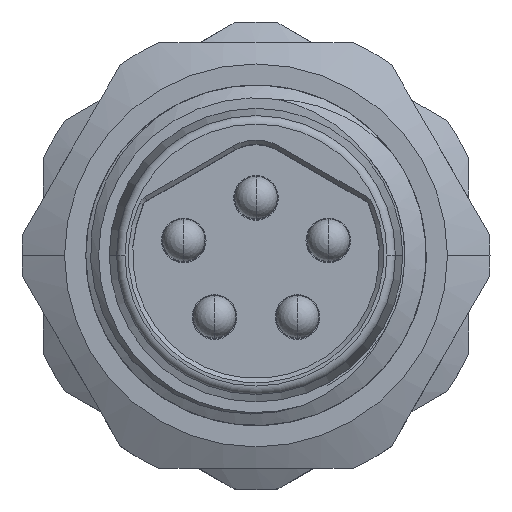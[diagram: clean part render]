
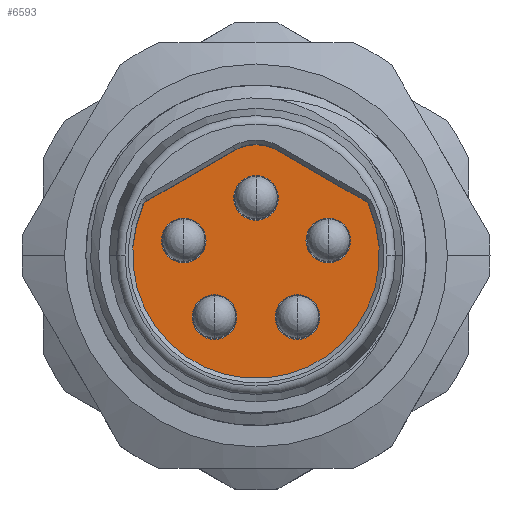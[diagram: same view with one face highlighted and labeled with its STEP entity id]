
A CAD part, top view. The second image highlights one B-rep face of the part: STEP entity #6593.
In plain terms, the highlighted planar face has unit normal (0, 0, 1).
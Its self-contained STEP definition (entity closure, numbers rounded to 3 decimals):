
#4829=CARTESIAN_POINT('',(0.,1.6,7.));
#4830=DIRECTION('',(0.,0.,1.));
#4831=DIRECTION('',(0.5,0.866,0.));
#4832=AXIS2_PLACEMENT_3D('',#4829,#4830,#4831);
#4834=DIRECTION('',(-0.866,0.5,0.));
#4835=VECTOR('',#4834,2.385);
#4836=CARTESIAN_POINT('',(2.566,1.273,7.));
#4837=LINE('',#4836,#4835);
#4838=CARTESIAN_POINT('',(2.466,1.1,7.));
#4839=DIRECTION('',(0.,0.,1.));
#4840=DIRECTION('',(0.913,0.407,0.));
#4841=AXIS2_PLACEMENT_3D('',#4838,#4839,#4840);
#4843=CARTESIAN_POINT('',(0.,0.,7.));
#4844=DIRECTION('',(0.,0.,1.));
#4845=DIRECTION('',(-0.913,0.407,0.));
#4846=AXIS2_PLACEMENT_3D('',#4843,#4844,#4845);
#4848=CARTESIAN_POINT('',(-2.466,1.1,7.));
#4849=DIRECTION('',(0.,0.,1.));
#4850=DIRECTION('',(-0.5,0.866,0.));
#4851=AXIS2_PLACEMENT_3D('',#4848,#4849,#4850);
#4853=DIRECTION('',(-0.866,-0.5,0.));
#4854=VECTOR('',#4853,2.385);
#4855=CARTESIAN_POINT('',(-0.5,2.466,7.));
#4856=LINE('',#4855,#4854);
#4857=CARTESIAN_POINT('',(-0.975,-1.45,7.));
#4858=DIRECTION('',(0.,0.,1.));
#4859=DIRECTION('',(-1.,0.,0.));
#4860=AXIS2_PLACEMENT_3D('',#4857,#4858,#4859);
#4862=CARTESIAN_POINT('',(-0.975,-1.45,7.));
#4863=DIRECTION('',(0.,0.,1.));
#4864=DIRECTION('',(1.,0.,0.));
#4865=AXIS2_PLACEMENT_3D('',#4862,#4863,#4864);
#4867=CARTESIAN_POINT('',(0.975,-1.45,7.));
#4868=DIRECTION('',(0.,0.,1.));
#4869=DIRECTION('',(-1.,0.,0.));
#4870=AXIS2_PLACEMENT_3D('',#4867,#4868,#4869);
#4872=CARTESIAN_POINT('',(0.975,-1.45,7.));
#4873=DIRECTION('',(0.,0.,1.));
#4874=DIRECTION('',(1.,0.,0.));
#4875=AXIS2_PLACEMENT_3D('',#4872,#4873,#4874);
#4877=CARTESIAN_POINT('',(1.7,0.35,7.));
#4878=DIRECTION('',(0.,0.,1.));
#4879=DIRECTION('',(-1.,0.,0.));
#4880=AXIS2_PLACEMENT_3D('',#4877,#4878,#4879);
#4882=CARTESIAN_POINT('',(1.7,0.35,7.));
#4883=DIRECTION('',(0.,0.,1.));
#4884=DIRECTION('',(1.,0.,0.));
#4885=AXIS2_PLACEMENT_3D('',#4882,#4883,#4884);
#4887=CARTESIAN_POINT('',(0.,1.35,7.));
#4888=DIRECTION('',(0.,0.,1.));
#4889=DIRECTION('',(-1.,0.,0.));
#4890=AXIS2_PLACEMENT_3D('',#4887,#4888,#4889);
#4892=CARTESIAN_POINT('',(0.,1.35,7.));
#4893=DIRECTION('',(0.,0.,1.));
#4894=DIRECTION('',(1.,0.,0.));
#4895=AXIS2_PLACEMENT_3D('',#4892,#4893,#4894);
#4897=CARTESIAN_POINT('',(-1.7,0.35,7.));
#4898=DIRECTION('',(0.,0.,1.));
#4899=DIRECTION('',(-1.,0.,0.));
#4900=AXIS2_PLACEMENT_3D('',#4897,#4898,#4899);
#4902=CARTESIAN_POINT('',(-1.7,0.35,7.));
#4903=DIRECTION('',(0.,0.,1.));
#4904=DIRECTION('',(1.,0.,0.));
#4905=AXIS2_PLACEMENT_3D('',#4902,#4903,#4904);
#5956=CARTESIAN_POINT('',(0.5,2.466,7.));
#5957=CARTESIAN_POINT('',(-0.5,2.466,7.));
#5958=VERTEX_POINT('',#5956);
#5959=VERTEX_POINT('',#5957);
#5960=CARTESIAN_POINT('',(-2.566,1.273,7.));
#5961=VERTEX_POINT('',#5960);
#5962=CARTESIAN_POINT('',(-2.648,1.182,7.));
#5963=VERTEX_POINT('',#5962);
#5964=CARTESIAN_POINT('',(2.648,1.182,7.));
#5965=VERTEX_POINT('',#5964);
#5966=CARTESIAN_POINT('',(2.566,1.273,7.));
#5967=VERTEX_POINT('',#5966);
#5968=CARTESIAN_POINT('',(-1.5,-1.45,7.));
#5969=CARTESIAN_POINT('',(-0.45,-1.45,7.));
#5970=VERTEX_POINT('',#5968);
#5971=VERTEX_POINT('',#5969);
#5972=CARTESIAN_POINT('',(0.45,-1.45,7.));
#5973=CARTESIAN_POINT('',(1.5,-1.45,7.));
#5974=VERTEX_POINT('',#5972);
#5975=VERTEX_POINT('',#5973);
#5976=CARTESIAN_POINT('',(1.175,0.35,7.));
#5977=CARTESIAN_POINT('',(2.225,0.35,7.));
#5978=VERTEX_POINT('',#5976);
#5979=VERTEX_POINT('',#5977);
#5980=CARTESIAN_POINT('',(-0.525,1.35,7.));
#5981=CARTESIAN_POINT('',(0.525,1.35,7.));
#5982=VERTEX_POINT('',#5980);
#5983=VERTEX_POINT('',#5981);
#5984=CARTESIAN_POINT('',(-2.225,0.35,7.));
#5985=CARTESIAN_POINT('',(-1.175,0.35,7.));
#5986=VERTEX_POINT('',#5984);
#5987=VERTEX_POINT('',#5985);
#6546=CARTESIAN_POINT('',(0.,0.,7.));
#6547=DIRECTION('',(0.,0.,1.));
#6548=DIRECTION('',(-1.,0.,0.));
#6549=AXIS2_PLACEMENT_3D('',#6546,#6547,#6548);
#6550=PLANE('',#6549);
#6552=ORIENTED_EDGE('',*,*,#6551,.F.);
#6554=ORIENTED_EDGE('',*,*,#6553,.F.);
#6556=ORIENTED_EDGE('',*,*,#6555,.F.);
#6558=ORIENTED_EDGE('',*,*,#6557,.F.);
#6560=ORIENTED_EDGE('',*,*,#6559,.F.);
#6562=ORIENTED_EDGE('',*,*,#6561,.F.);
#6563=EDGE_LOOP('',(#6552,#6554,#6556,#6558,#6560,#6562));
#6564=FACE_OUTER_BOUND('',#6563,.F.);
#6565=ORIENTED_EDGE('',*,*,#6526,.T.);
#6566=ORIENTED_EDGE('',*,*,#6540,.T.);
#6567=EDGE_LOOP('',(#6565,#6566));
#6568=FACE_BOUND('',#6567,.F.);
#6570=ORIENTED_EDGE('',*,*,#6569,.T.);
#6572=ORIENTED_EDGE('',*,*,#6571,.T.);
#6573=EDGE_LOOP('',(#6570,#6572));
#6574=FACE_BOUND('',#6573,.F.);
#6576=ORIENTED_EDGE('',*,*,#6575,.T.);
#6578=ORIENTED_EDGE('',*,*,#6577,.T.);
#6579=EDGE_LOOP('',(#6576,#6578));
#6580=FACE_BOUND('',#6579,.F.);
#6582=ORIENTED_EDGE('',*,*,#6581,.T.);
#6584=ORIENTED_EDGE('',*,*,#6583,.T.);
#6585=EDGE_LOOP('',(#6582,#6584));
#6586=FACE_BOUND('',#6585,.F.);
#6588=ORIENTED_EDGE('',*,*,#6587,.T.);
#6590=ORIENTED_EDGE('',*,*,#6589,.T.);
#6591=EDGE_LOOP('',(#6588,#6590));
#6592=FACE_BOUND('',#6591,.F.);
#4833=CIRCLE('',#4832,1.);
#4842=CIRCLE('',#4841,0.2);
#4847=CIRCLE('',#4846,2.9);
#4852=CIRCLE('',#4851,0.2);
#4861=CIRCLE('',#4860,0.525);
#4866=CIRCLE('',#4865,0.525);
#4871=CIRCLE('',#4870,0.525);
#4876=CIRCLE('',#4875,0.525);
#4881=CIRCLE('',#4880,0.525);
#4886=CIRCLE('',#4885,0.525);
#4891=CIRCLE('',#4890,0.525);
#4896=CIRCLE('',#4895,0.525);
#4901=CIRCLE('',#4900,0.525);
#4906=CIRCLE('',#4905,0.525);
#6526=EDGE_CURVE('',#5970,#5971,#4861,.T.);
#6540=EDGE_CURVE('',#5971,#5970,#4866,.T.);
#6551=EDGE_CURVE('',#5958,#5959,#4833,.T.);
#6553=EDGE_CURVE('',#5967,#5958,#4837,.T.);
#6555=EDGE_CURVE('',#5965,#5967,#4842,.T.);
#6557=EDGE_CURVE('',#5963,#5965,#4847,.T.);
#6559=EDGE_CURVE('',#5961,#5963,#4852,.T.);
#6561=EDGE_CURVE('',#5959,#5961,#4856,.T.);
#6569=EDGE_CURVE('',#5974,#5975,#4871,.T.);
#6571=EDGE_CURVE('',#5975,#5974,#4876,.T.);
#6575=EDGE_CURVE('',#5978,#5979,#4881,.T.);
#6577=EDGE_CURVE('',#5979,#5978,#4886,.T.);
#6581=EDGE_CURVE('',#5982,#5983,#4891,.T.);
#6583=EDGE_CURVE('',#5983,#5982,#4896,.T.);
#6587=EDGE_CURVE('',#5986,#5987,#4901,.T.);
#6589=EDGE_CURVE('',#5987,#5986,#4906,.T.);
#6593=ADVANCED_FACE('',(#6564,#6568,#6574,#6580,#6586,#6592),#6550,.T.);
